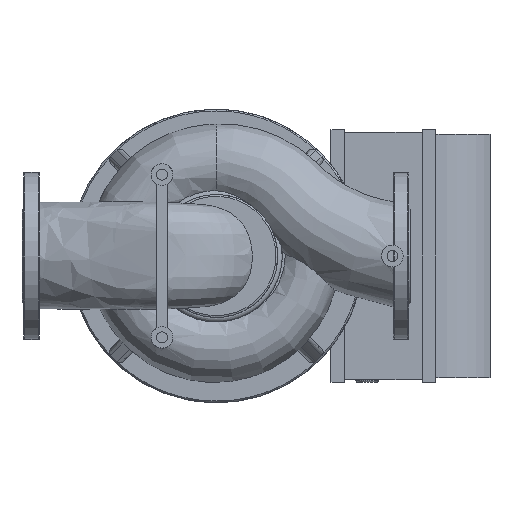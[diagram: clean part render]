
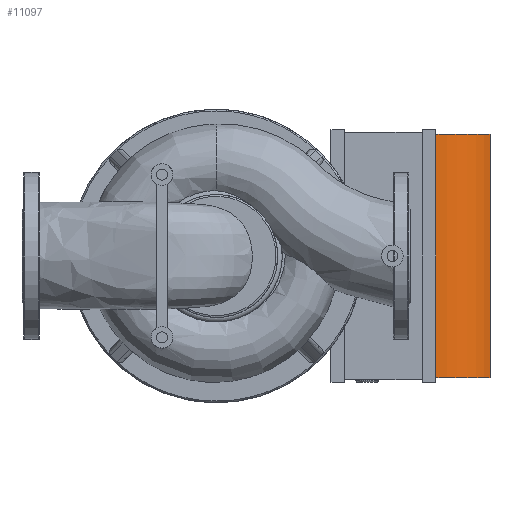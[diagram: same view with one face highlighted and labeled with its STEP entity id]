
A CAD part, front view. The second image highlights one B-rep face of the part: STEP entity #11097.
In plain terms, the highlighted cylindrical face has radius 70 mm (diameter 140 mm), a partial arc.
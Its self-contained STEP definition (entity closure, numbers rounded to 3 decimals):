
#917=LINE($,#25809,#1858);
#918=LINE($,#25813,#1859);
#1858=VECTOR($,#15235,270.);
#1859=VECTOR($,#15240,270.);
#3151=FACE_OUTER_BOUND($,#3927,.T.);
#3927=EDGE_LOOP($,(#10017,#10018,#10019,#10020));
#4497=CIRCLE($,#12249,70.);
#4500=CIRCLE($,#12254,70.);
#5557=VERTEX_POINT($,#25801);
#5558=VERTEX_POINT($,#25802);
#5559=VERTEX_POINT($,#25807);
#5560=VERTEX_POINT($,#25811);
#7064=EDGE_CURVE($,#5557,#5558,#4497,.T.);
#7068=EDGE_CURVE($,#5558,#5559,#917,.T.);
#7069=EDGE_CURVE($,#5559,#5560,#4500,.T.);
#7070=EDGE_CURVE($,#5557,#5560,#918,.T.);
#10017=ORIENTED_EDGE($,*,*,#7069,.T.);
#10018=ORIENTED_EDGE($,*,*,#7070,.F.);
#10019=ORIENTED_EDGE($,*,*,#7064,.T.);
#10020=ORIENTED_EDGE($,*,*,#7068,.T.);
#10513=CYLINDRICAL_SURFACE($,#12253,70.);
#11097=ADVANCED_FACE($,(#3151),#10513,.T.);
#12249=AXIS2_PLACEMENT_3D($,#25803,#15226,#15227);
#12253=AXIS2_PLACEMENT_3D($,#25810,#15236,#15237);
#12254=AXIS2_PLACEMENT_3D($,#25812,#15238,#15239);
#15226=DIRECTION('center_axis',(0.,0.,1.));
#15227=DIRECTION('ref_axis',(0.,-1.,0.));
#15235=DIRECTION($,(0.,0.,1.));
#15236=DIRECTION('center_axis',(0.,0.,1.));
#15237=DIRECTION('ref_axis',(0.,-1.,0.));
#15238=DIRECTION('center_axis',(0.,0.,-1.));
#15239=DIRECTION('ref_axis',(0.,-1.,0.));
#15240=DIRECTION($,(0.,0.,1.));
#25801=CARTESIAN_POINT('',(458.,300.,-135.));
#25802=CARTESIAN_POINT('',(518.,333.944,-135.));
#25803=CARTESIAN_POINT('Origin',(458.,370.,-135.));
#25807=CARTESIAN_POINT('',(518.,333.944,135.));
#25809=CARTESIAN_POINT($,(518.,333.944,0.));
#25810=CARTESIAN_POINT('Origin',(458.,370.,0.));
#25811=CARTESIAN_POINT('',(458.,300.,135.));
#25812=CARTESIAN_POINT('Origin',(458.,370.,135.));
#25813=CARTESIAN_POINT($,(458.,300.,0.));
